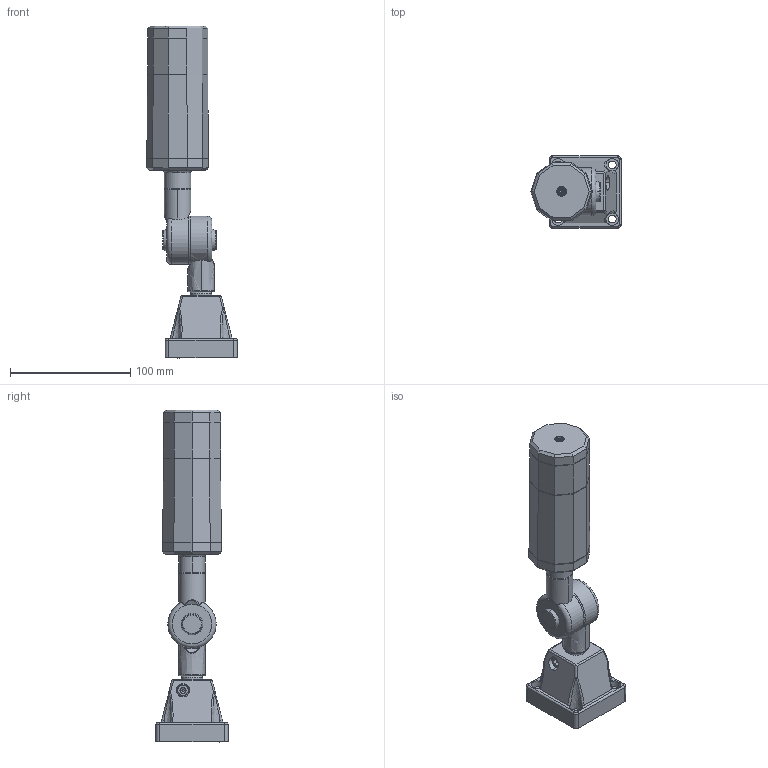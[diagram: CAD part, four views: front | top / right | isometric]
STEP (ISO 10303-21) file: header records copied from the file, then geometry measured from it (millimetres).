
FILE_DESCRIPTION((''),'2;1');
FILE_NAME('NLA50DC-1B1D SERIES.stp','2023-12-13T16:32:05',(''),(''),'Mechanical Desktop 2011','Mechanical Desktop 2011',', , ');
FILE_SCHEMA(('CONFIG_CONTROL_DESIGN'));
Length unit declared in the file: millimetre
Products named in the file (1): Product
Bounding box: 75.11 x 60 x 276 mm (x, y, z)
Volume: 341080.9 mm3; surface area: 79605.6 mm2
Topology: 19 solids, 19 shells, 486 faces, 1248 edges, 812 vertices
Faces by surface type: plane 215, bspline 175, cylinder 61, cone 18, torus 11, sphere 6
Entity records: 19204 total; most frequent: CARTESIAN_POINT 7702, ORIENTED_EDGE 2496, DIRECTION 2192, EDGE_CURVE 1248, VERTEX_POINT 812, AXIS2_PLACEMENT_3D 737, VECTOR 718, LINE 718
